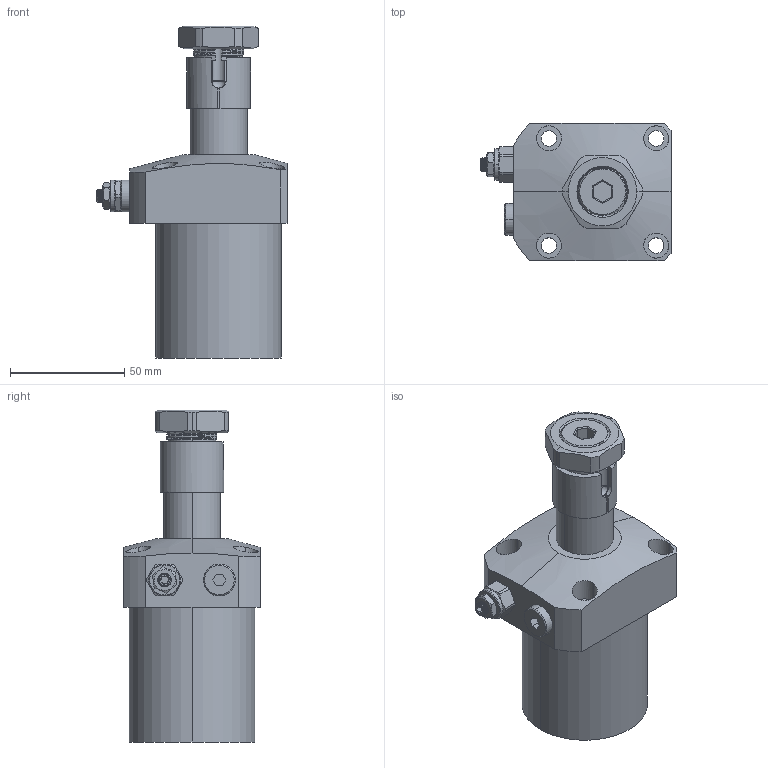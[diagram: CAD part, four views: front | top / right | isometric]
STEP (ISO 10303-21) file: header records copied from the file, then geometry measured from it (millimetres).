
FILE_DESCRIPTION (( 'STEP AP203' ), '1' );
FILE_NAME ('CHA-055SRX90C.STEP', '2019-12-06T08:42:53', ( '' ), ( '' ), 'SwSTEP 2.0', 'SolidWorks 2017', '' );
FILE_SCHEMA (( 'CONFIG_CONTROL_DESIGN' ));
Length unit declared in the file: millimetre
Products named in the file (7): CZL10覃厒概; CHA-055S活塞杆; CHA-055S袪杶; CHA-055蹟譫_1; CHA-055SRX90C; G1-8黑芛; CHA-055掛极
Assembly tree (6 placements, depth 2):
  CHA-055SRX90C
    CHA-055掛极
    CHA-055S活塞杆
    CHA-055S袪杶
    CZL10覃厒概
    G1-8黑芛
    CHA-055蹟譫_1
Bounding box: 83.3 x 60 x 145.5 mm (x, y, z)
Volume: 250440.6 mm3; surface area: 57862.8 mm2
Topology: 10 solids, 10 shells, 573 faces, 1549 edges, 1008 vertices
Faces by surface type: cylinder 253, plane 125, cone 93, bspline 84, torus 18
Entity records: 40914 total; most frequent: CARTESIAN_POINT 27288, ORIENTED_EDGE 3076, DIRECTION 2312, EDGE_CURVE 1538, VERTEX_POINT 1002, AXIS2_PLACEMENT_3D 906, EDGE_LOOP 624, ADVANCED_FACE 573
